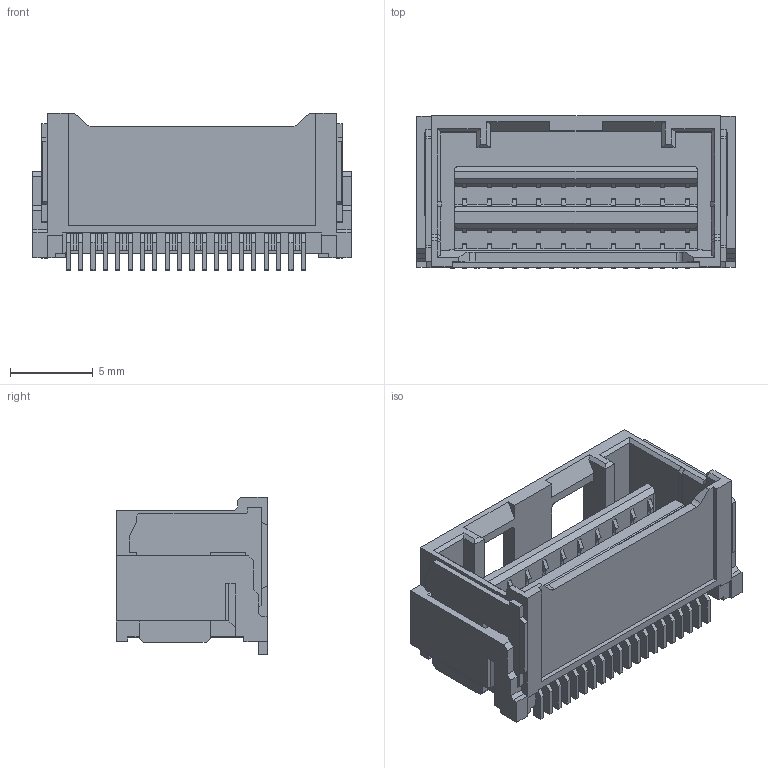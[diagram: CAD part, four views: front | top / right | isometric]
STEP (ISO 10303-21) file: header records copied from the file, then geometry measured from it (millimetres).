
FILE_DESCRIPTION((''),'2;1');
FILE_NAME('5031482090','2016-04-07T',('Me'),(''),'PRO/ENGINEER BY PARAMETRIC TECHNOLOGY CORPORATION, 2012310','PRO/ENGINEER BY PARAMETRIC TECHNOLOGY CORPORATION, 2012310','');
FILE_SCHEMA(('CONFIG_CONTROL_DESIGN'));
Length unit declared in the file: millimetre
Products named in the file (1): 5031482090
Bounding box: 19.3 x 9.2 x 9.55 mm (x, y, z)
Volume: 727.8 mm3; surface area: 1510.7 mm2
Topology: 1 solids, 1 shells, 949 faces, 2871 edges, 1932 vertices
Faces by surface type: plane 791, cylinder 156, cone 2
Entity records: 31730 total; most frequent: CARTESIAN_POINT 5733, ORIENTED_EDGE 5566, DIRECTION 5057, EDGE_CURVE 2783, VECTOR 2557, LINE 2557, VERTEX_POINT 1844, AXIS2_PLACEMENT_3D 1250
